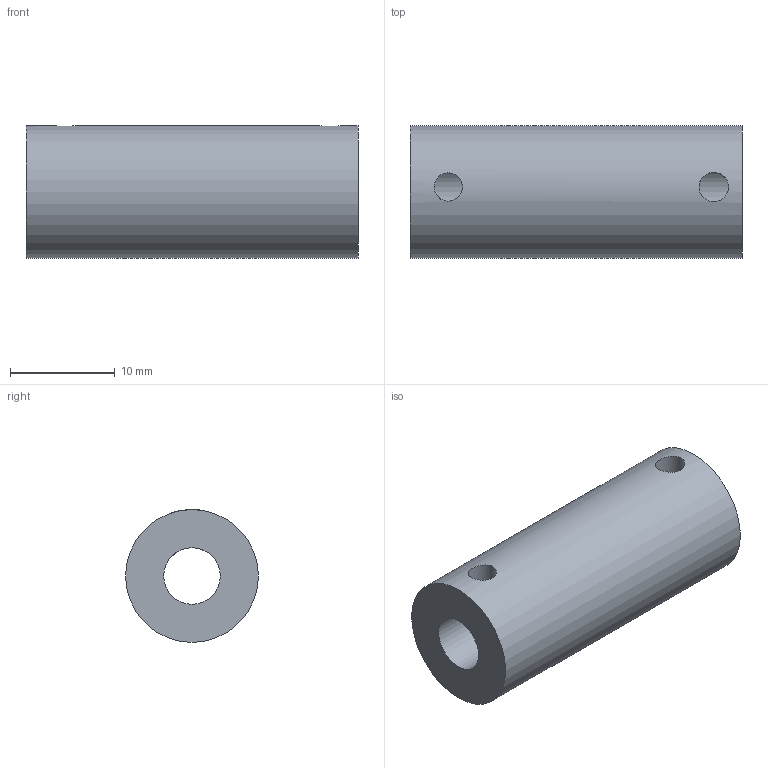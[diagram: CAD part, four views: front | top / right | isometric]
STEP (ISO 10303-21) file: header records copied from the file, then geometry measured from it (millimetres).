
FILE_DESCRIPTION( ( '' ), ' ' );
FILE_NAME( '5d6f23a0aa658c15b0579ccf.step', '2019-09-04T02:38:24', ( '' ), ( '' ), ' ', ' ', ' ' );
FILE_SCHEMA( ( 'AUTOMOTIVE_DESIGN { 1 0 10303 214 1 1 1 1 }' ) );
Length unit declared in the file: metre
Products named in the file (1): Shaft Coupler
Bounding box: 31.75 x 12.7 x 12.7 mm (x, y, z)
Volume: 3250.1 mm3; surface area: 2054 mm2
Topology: 1 solids, 1 shells, 6 faces, 12 edges, 8 vertices
Faces by surface type: cylinder 4, plane 2
Full cylindrical faces by diameter (mm): 2.705 x1, 2.818 x1, 5.4 x1, 12.7 x1
Entity records: 394 total; most frequent: CARTESIAN_POINT 209, DIRECTION 22, EDGE_LOOP 16, ORIENTED_EDGE 16, AXIS2_PLACEMENT_3D 11, FACE_OUTER_BOUND 10, EDGE_CURVE 8, VERTEX_POINT 8
